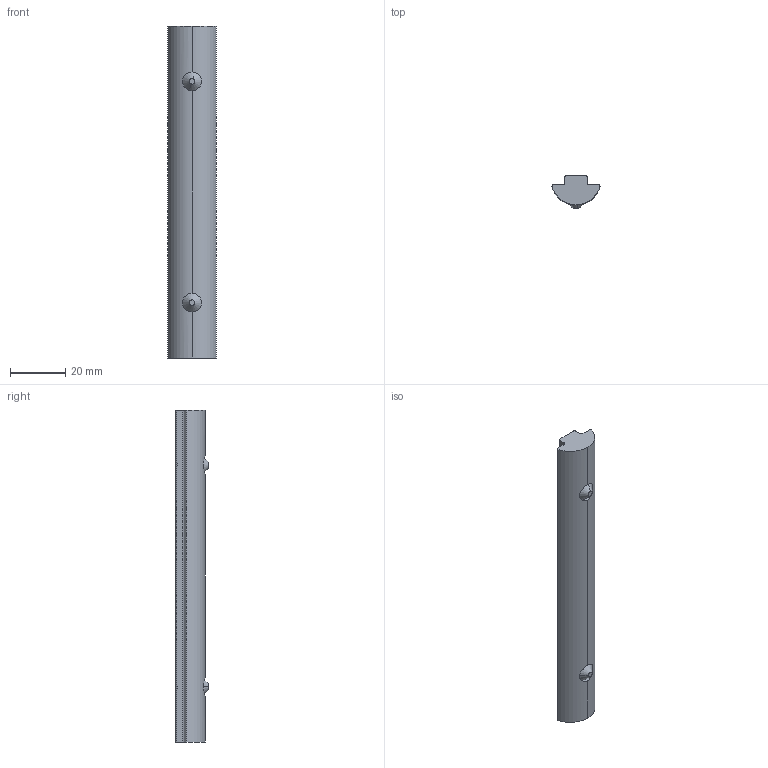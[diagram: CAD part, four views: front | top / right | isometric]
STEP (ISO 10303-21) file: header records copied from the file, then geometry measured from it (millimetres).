
FILE_DESCRIPTION (( 'STEP AP214' ), '1' );
FILE_NAME ('SV3500V.STEP', '2011-06-24T20:25:33', ( 'Tony' ), ( '' ), 'SwSTEP 2.0', 'SolidWorks 2011', '' );
FILE_SCHEMA (( 'AUTOMOTIVE_DESIGN' ));
Length unit declared in the file: millimetre
Products named in the file (3): DK0914080120; ME0350001; SV3500V
Assembly tree (3 placements, depth 2):
  SV3500V
    DK0914080120  x2
    ME0350001
Bounding box: 17.36 x 12 x 120 mm (x, y, z)
Volume: 14868.3 mm3; surface area: 7049.4 mm2
Topology: 3 solids, 3 shells, 51 faces, 141 edges, 92 vertices
Faces by surface type: plane 23, cylinder 16, cone 12
Entity records: 1445 total; most frequent: CARTESIAN_POINT 379, DIRECTION 195, ORIENTED_EDGE 194, EDGE_CURVE 97, AXIS2_PLACEMENT_3D 73, VERTEX_POINT 65, LINE 49, VECTOR 49
